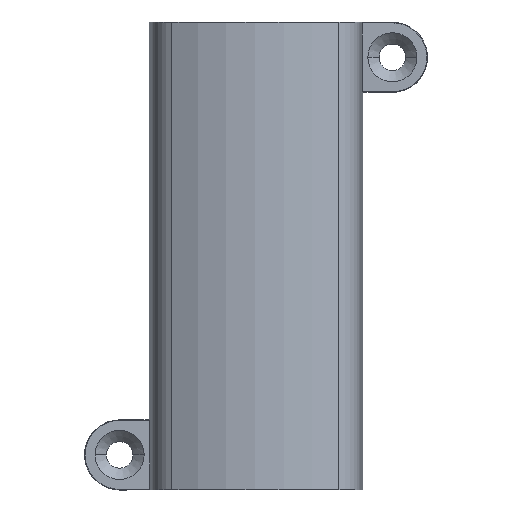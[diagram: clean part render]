
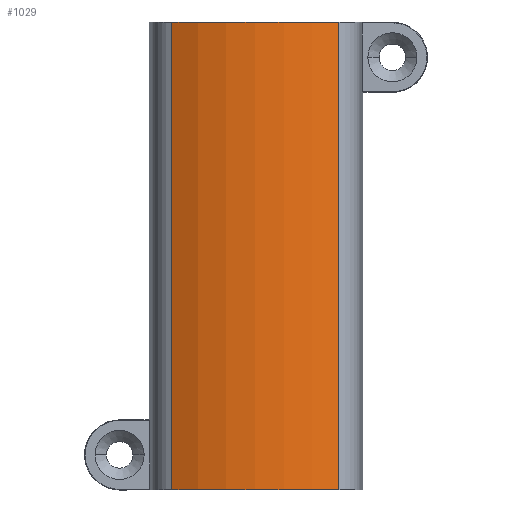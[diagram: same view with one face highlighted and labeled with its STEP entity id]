
A CAD part, top view. The second image highlights one B-rep face of the part: STEP entity #1029.
In plain terms, the highlighted cylindrical face has radius 22.6 mm (diameter 45.2 mm), a partial arc.
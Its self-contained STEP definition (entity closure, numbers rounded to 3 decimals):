
#65 = FACE_OUTER_BOUND ( 'NONE', #150, .T. ) ;
#76 = CARTESIAN_POINT ( 'NONE',  ( -10.791, 30., 16.057 ) ) ;
#77 = VERTEX_POINT ( 'NONE', #925 ) ;
#121 = AXIS2_PLACEMENT_3D ( 'NONE', #609, #284, #375 ) ;
#132 = DIRECTION ( 'NONE',  ( 0., -1., 0. ) ) ;
#150 = EDGE_LOOP ( 'NONE', ( #586, #177, #411, #472 ) ) ;
#177 = ORIENTED_EDGE ( 'NONE', *, *, #526, .F. ) ;
#205 = VERTEX_POINT ( 'NONE', #616 ) ;
#206 = CARTESIAN_POINT ( 'NONE',  ( 10.632, 30., 16.143 ) ) ;
#238 = DIRECTION ( 'NONE',  ( 0., 0., -1. ) ) ;
#242 = EDGE_CURVE ( 'NONE', #413, #205, #388, .T. ) ;
#277 = CARTESIAN_POINT ( 'NONE',  ( 0., -30., -3.8 ) ) ;
#284 = DIRECTION ( 'NONE',  ( 0., 1., 0. ) ) ;
#320 = DIRECTION ( 'NONE',  ( 0., -1., 0. ) ) ;
#335 = EDGE_CURVE ( 'NONE', #205, #696, #947, .T. ) ;
#362 = VECTOR ( 'NONE', #132, 1000. ) ;
#375 = DIRECTION ( 'NONE',  ( 0., 0., 1. ) ) ;
#388 = LINE ( 'NONE', #853, #362 ) ;
#411 = ORIENTED_EDGE ( 'NONE', *, *, #242, .T. ) ;
#413 = VERTEX_POINT ( 'NONE', #76 ) ;
#472 = ORIENTED_EDGE ( 'NONE', *, *, #335, .T. ) ;
#526 = EDGE_CURVE ( 'NONE', #413, #77, #746, .T. ) ;
#539 = LINE ( 'NONE', #206, #601 ) ;
#586 = ORIENTED_EDGE ( 'NONE', *, *, #849, .F. ) ;
#601 = VECTOR ( 'NONE', #692, 1000. ) ;
#609 = CARTESIAN_POINT ( 'NONE',  ( 0., 30., -3.8 ) ) ;
#616 = CARTESIAN_POINT ( 'NONE',  ( -10.791, -30., 16.057 ) ) ;
#652 = AXIS2_PLACEMENT_3D ( 'NONE', #277, #676, #747 ) ;
#676 = DIRECTION ( 'NONE',  ( 0., 1., 0. ) ) ;
#692 = DIRECTION ( 'NONE',  ( 0., -1., 0. ) ) ;
#696 = VERTEX_POINT ( 'NONE', #901 ) ;
#714 = AXIS2_PLACEMENT_3D ( 'NONE', #719, #320, #238 ) ;
#719 = CARTESIAN_POINT ( 'NONE',  ( 0., 30., -3.8 ) ) ;
#746 = CIRCLE ( 'NONE', #121, 22.6 ) ;
#747 = DIRECTION ( 'NONE',  ( 0., 0., 1. ) ) ;
#849 = EDGE_CURVE ( 'NONE', #77, #696, #539, .T. ) ;
#853 = CARTESIAN_POINT ( 'NONE',  ( -10.791, 30., 16.057 ) ) ;
#866 = CYLINDRICAL_SURFACE ( 'NONE', #714, 22.6 ) ;
#901 = CARTESIAN_POINT ( 'NONE',  ( 10.632, -30., 16.143 ) ) ;
#925 = CARTESIAN_POINT ( 'NONE',  ( 10.632, 30., 16.143 ) ) ;
#947 = CIRCLE ( 'NONE', #652, 22.6 ) ;
#1029 = ADVANCED_FACE ( 'NONE', ( #65 ), #866, .T. ) ;
